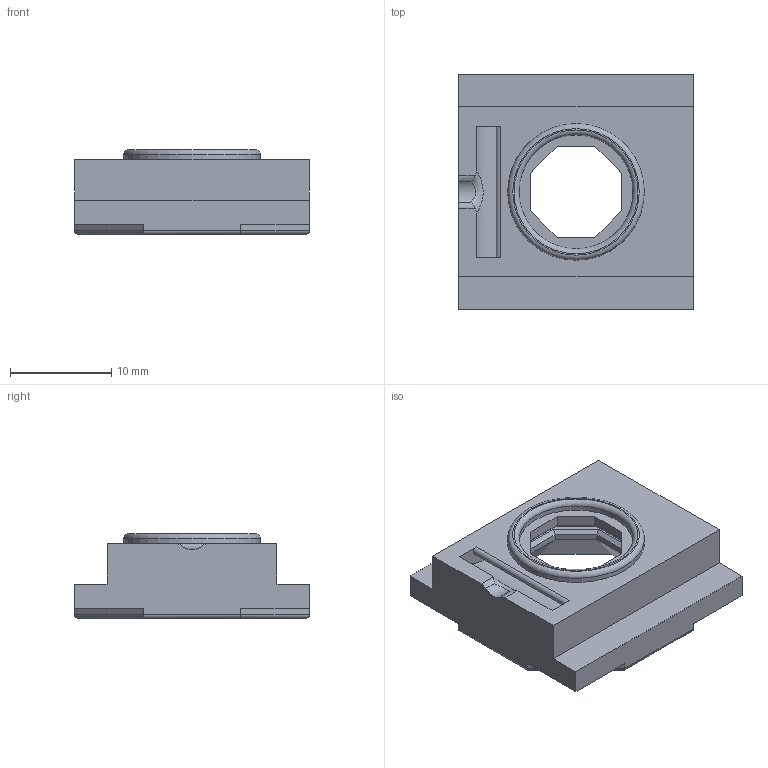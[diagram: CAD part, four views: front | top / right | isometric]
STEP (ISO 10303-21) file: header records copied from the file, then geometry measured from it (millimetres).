
FILE_DESCRIPTION(('FreeCAD Model'),'2;1');
FILE_NAME('Open CASCADE Shape Model','2024-11-13T18:11:46',(''),(''), 'Open CASCADE STEP processor 7.7','FreeCAD','Unknown');
FILE_SCHEMA(('AUTOMOTIVE_DESIGN { 1 0 10303 214 1 1 1 1 }'));
Length unit declared in the file: millimetre
Products named in the file (1): 4-camera-polarizer-opaque
Bounding box: 23.2 x 23.2 x 8.4 mm (x, y, z)
Volume: 2313.2 mm3; surface area: 2060.6 mm2
Topology: 1 solids, 1 shells, 92 faces, 225 edges, 137 vertices
Faces by surface type: plane 57, bspline 17, cylinder 16, torus 2
Full cylindrical faces by diameter (mm): 11.25 x1, 13.5 x1
Entity records: 3132 total; most frequent: CARTESIAN_POINT 1098, ORIENTED_EDGE 450, DIRECTION 351, EDGE_CURVE 225, LINE 143, VECTOR 143, VERTEX_POINT 137, AXIS2_PLACEMENT_3D 104
